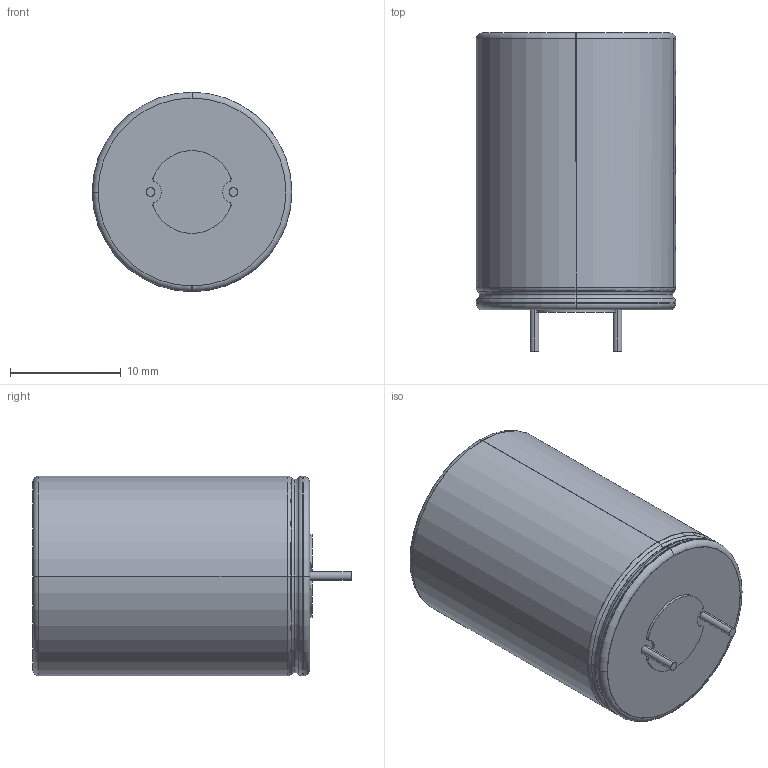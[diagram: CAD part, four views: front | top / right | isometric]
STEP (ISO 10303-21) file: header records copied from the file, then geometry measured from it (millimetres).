
FILE_DESCRIPTION (( 'STEP AP214' ), '1' );
FILE_NAME ('THD Capacitor Polar 18x25x7.5mm.STEP', '2019-02-17T14:24:46', ( '' ), ( '' ), 'SwSTEP 2.0', 'SolidWorks 2018', '' );
FILE_SCHEMA (( 'AUTOMOTIVE_DESIGN' ));
Length unit declared in the file: millimetre
Products named in the file (1): THD Capacitor Polar 18x25x7.5mm
Bounding box: 18.05 x 28.8 x 18.05 mm (x, y, z)
Surface area: 4115.4 mm2 (no closed solid volume)
Topology: 0 solids, 4 shells, 104 faces, 276 edges, 191 vertices
Faces by surface type: cylinder 62, torus 36, plane 6
Entity records: 4404 total; most frequent: CARTESIAN_POINT 644, DIRECTION 623, ORIENTED_EDGE 498, EDGE_CURVE 276, AXIS2_PLACEMENT_3D 266, VERTEX_POINT 191, CIRCLE 161, EDGE_LOOP 118
